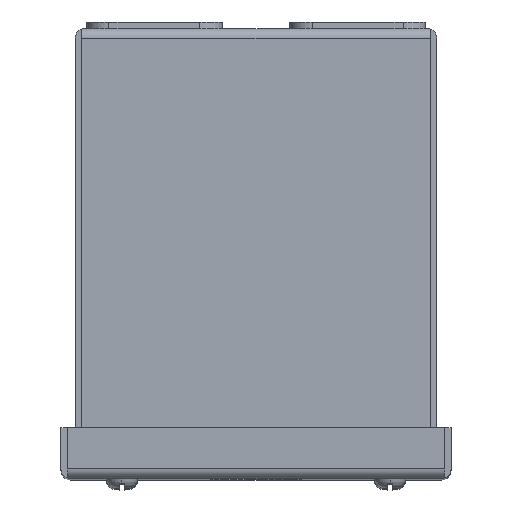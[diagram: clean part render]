
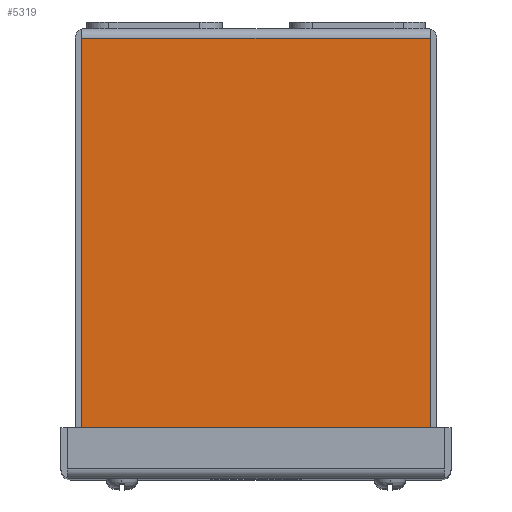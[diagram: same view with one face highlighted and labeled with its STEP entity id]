
A CAD part, top view. The second image highlights one B-rep face of the part: STEP entity #5319.
In plain terms, the highlighted planar face has unit normal (0, 0, 1).
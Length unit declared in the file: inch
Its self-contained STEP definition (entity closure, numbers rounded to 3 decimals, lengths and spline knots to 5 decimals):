
#61 = DIRECTION ( 'NONE',  ( 0., -1., 0. ) ) ;
#194 = ORIENTED_EDGE ( 'NONE', *, *, #10596, .T. ) ;
#1155 = VERTEX_POINT ( 'NONE', #6802 ) ;
#1668 = ORIENTED_EDGE ( 'NONE', *, *, #7782, .F. ) ;
#1704 = VERTEX_POINT ( 'NONE', #11902 ) ;
#1899 = VECTOR ( 'NONE', #5248, 39.37008 ) ;
#2274 = DIRECTION ( 'NONE',  ( -1., 0., 0. ) ) ;
#2526 = DIRECTION ( 'NONE',  ( 0., 0., -1. ) ) ;
#3059 = EDGE_LOOP ( 'NONE', ( #12264, #1668, #15432, #194 ) ) ;
#3305 = EDGE_CURVE ( 'NONE', #15452, #1155, #11766, .T. ) ;
#3888 = FACE_OUTER_BOUND ( 'NONE', #3059, .T. ) ;
#5248 = DIRECTION ( 'NONE',  ( 1., 0., 0. ) ) ;
#5319 = ADVANCED_FACE ( 'NONE', ( #3888 ), #5865, .F. ) ;
#5495 = CARTESIAN_POINT ( 'NONE',  ( 13.406, -4.642, 5. ) ) ;
#5865 = PLANE ( 'NONE',  #6265 ) ;
#6265 = AXIS2_PLACEMENT_3D ( 'NONE', #13606, #2526, #10260 ) ;
#6646 = CARTESIAN_POINT ( 'NONE',  ( -1.92789, 39.37008, 5. ) ) ;
#6730 = CARTESIAN_POINT ( 'NONE',  ( 1.92789, -4.642, 5. ) ) ;
#6802 = CARTESIAN_POINT ( 'NONE',  ( -1.92789, -4.642, 5. ) ) ;
#7782 = EDGE_CURVE ( 'NONE', #1704, #15452, #11705, .T. ) ;
#10260 = DIRECTION ( 'NONE',  ( -1., 0., 0. ) ) ;
#10508 = CARTESIAN_POINT ( 'NONE',  ( -1.92789, -0.108, 5. ) ) ;
#10596 = EDGE_CURVE ( 'NONE', #15177, #1155, #19166, .T. ) ;
#11091 = VECTOR ( 'NONE', #16203, 39.37008 ) ;
#11521 = EDGE_CURVE ( 'NONE', #15177, #1704, #19725, .T. ) ;
#11705 = LINE ( 'NONE', #12978, #11091 ) ;
#11766 = LINE ( 'NONE', #5495, #17539 ) ;
#11902 = CARTESIAN_POINT ( 'NONE',  ( 1.92789, -0.108, 5. ) ) ;
#12264 = ORIENTED_EDGE ( 'NONE', *, *, #3305, .F. ) ;
#12978 = CARTESIAN_POINT ( 'NONE',  ( 1.92789, 39.37008, 5. ) ) ;
#13606 = CARTESIAN_POINT ( 'NONE',  ( 13.406, 0., 5. ) ) ;
#15177 = VERTEX_POINT ( 'NONE', #10508 ) ;
#15432 = ORIENTED_EDGE ( 'NONE', *, *, #11521, .F. ) ;
#15452 = VERTEX_POINT ( 'NONE', #6730 ) ;
#16203 = DIRECTION ( 'NONE',  ( 0., -1., 0. ) ) ;
#16623 = CARTESIAN_POINT ( 'NONE',  ( -1.892, -0.108, 5. ) ) ;
#17539 = VECTOR ( 'NONE', #2274, 39.37008 ) ;
#18506 = VECTOR ( 'NONE', #61, 39.37008 ) ;
#19166 = LINE ( 'NONE', #6646, #18506 ) ;
#19725 = LINE ( 'NONE', #16623, #1899 ) ;
